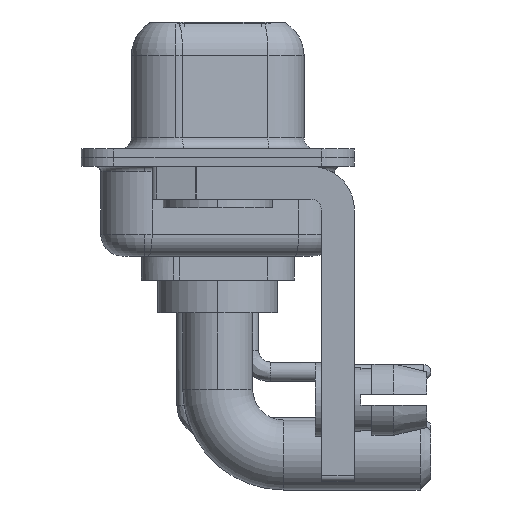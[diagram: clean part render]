
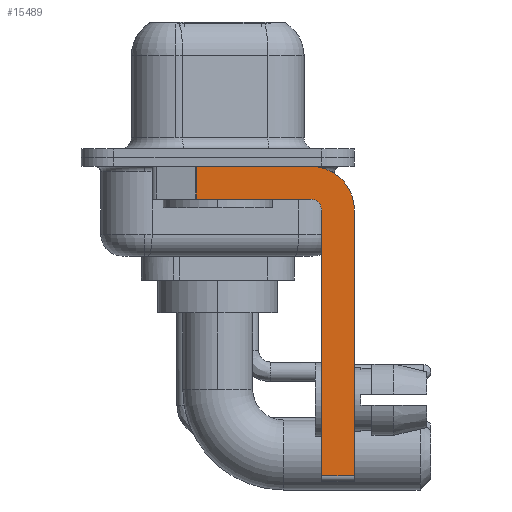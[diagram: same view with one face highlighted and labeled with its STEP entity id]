
A CAD part, left-side view. The second image highlights one B-rep face of the part: STEP entity #15489.
In plain terms, the highlighted planar face has unit normal (-1, 0, 0).
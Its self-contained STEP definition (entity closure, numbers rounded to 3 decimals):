
#596 = VERTEX_POINT ( 'NONE', #10705 ) ;
#785 = EDGE_CURVE ( 'NONE', #5226, #596, #4054, .T. ) ;
#1240 = CARTESIAN_POINT ( 'NONE',  ( -2.9, -4.25, -1.9 ) ) ;
#1604 = ORIENTED_EDGE ( 'NONE', *, *, #5972, .T. ) ;
#2755 = DIRECTION ( 'NONE',  ( 0., 0., -1. ) ) ;
#3298 = CARTESIAN_POINT ( 'NONE',  ( -2.9, 0.978, -1.9 ) ) ;
#4054 = LINE ( 'NONE', #9038, #16847 ) ;
#4157 = LINE ( 'NONE', #5981, #17977 ) ;
#4232 = ORIENTED_EDGE ( 'NONE', *, *, #9098, .F. ) ;
#4301 = VECTOR ( 'NONE', #17762, 1000. ) ;
#4710 = CARTESIAN_POINT ( 'NONE',  ( -2.9, -4.25, -2.4 ) ) ;
#5184 = PLANE ( 'NONE',  #9482 ) ;
#5226 = VERTEX_POINT ( 'NONE', #13643 ) ;
#5388 = DIRECTION ( 'NONE',  ( 0., 0., -1. ) ) ;
#5715 = LINE ( 'NONE', #13945, #12285 ) ;
#5972 = EDGE_CURVE ( 'NONE', #13718, #7704, #11645, .T. ) ;
#5981 = CARTESIAN_POINT ( 'NONE',  ( -2.9, -4.75, -14.8 ) ) ;
#7704 = VERTEX_POINT ( 'NONE', #19438 ) ;
#8060 = DIRECTION ( 'NONE',  ( 0., 0., 1. ) ) ;
#8716 = AXIS2_PLACEMENT_3D ( 'NONE', #4710, #17946, #8060 ) ;
#9038 = CARTESIAN_POINT ( 'NONE',  ( -2.9, -6.25, -2.4 ) ) ;
#9098 = EDGE_CURVE ( 'NONE', #12805, #7704, #19732, .T. ) ;
#9100 = ORIENTED_EDGE ( 'NONE', *, *, #785, .F. ) ;
#9361 = AXIS2_PLACEMENT_3D ( 'NONE', #9689, #16300, #2755 ) ;
#9482 = AXIS2_PLACEMENT_3D ( 'NONE', #10580, #17096, #5388 ) ;
#9573 = ORIENTED_EDGE ( 'NONE', *, *, #12717, .F. ) ;
#9689 = CARTESIAN_POINT ( 'NONE',  ( -2.9, -4.25, -2.4 ) ) ;
#9693 = LINE ( 'NONE', #15976, #10785 ) ;
#9931 = EDGE_CURVE ( 'NONE', #13927, #10454, #4157, .T. ) ;
#10454 = VERTEX_POINT ( 'NONE', #16026 ) ;
#10580 = CARTESIAN_POINT ( 'NONE',  ( -2.9, -4.25, -2.4 ) ) ;
#10705 = CARTESIAN_POINT ( 'NONE',  ( -2.9, -6.25, -14.55 ) ) ;
#10751 = DIRECTION ( 'NONE',  ( 0., 0., 1. ) ) ;
#10785 = VECTOR ( 'NONE', #12731, 1000. ) ;
#11258 = CARTESIAN_POINT ( 'NONE',  ( -2.9, -4.25, -1.9 ) ) ;
#11402 = EDGE_CURVE ( 'NONE', #13694, #5226, #19408, .T. ) ;
#11602 = VECTOR ( 'NONE', #19689, 1000. ) ;
#11645 = LINE ( 'NONE', #3298, #11602 ) ;
#12285 = VECTOR ( 'NONE', #12431, 1000. ) ;
#12431 = DIRECTION ( 'NONE',  ( 0., -1., 0. ) ) ;
#12481 = ORIENTED_EDGE ( 'NONE', *, *, #9931, .F. ) ;
#12717 = EDGE_CURVE ( 'NONE', #13718, #13694, #9693, .T. ) ;
#12731 = DIRECTION ( 'NONE',  ( 0., -1., 0. ) ) ;
#12769 = EDGE_CURVE ( 'NONE', #10454, #12805, #18082, .T. ) ;
#12805 = VERTEX_POINT ( 'NONE', #1240 ) ;
#13643 = CARTESIAN_POINT ( 'NONE',  ( -2.9, -6.25, -2.4 ) ) ;
#13694 = VERTEX_POINT ( 'NONE', #18729 ) ;
#13718 = VERTEX_POINT ( 'NONE', #14929 ) ;
#13927 = VERTEX_POINT ( 'NONE', #19046 ) ;
#13945 = CARTESIAN_POINT ( 'NONE',  ( -2.9, -4.25, -14.55 ) ) ;
#14929 = CARTESIAN_POINT ( 'NONE',  ( -2.9, 0.978, -0.4 ) ) ;
#15405 = ORIENTED_EDGE ( 'NONE', *, *, #11402, .F. ) ;
#15466 = FACE_OUTER_BOUND ( 'NONE', #16869, .T. ) ;
#15489 = ADVANCED_FACE ( 'NONE', ( #15466 ), #5184, .F. ) ;
#15613 = EDGE_CURVE ( 'NONE', #13927, #596, #5715, .T. ) ;
#15976 = CARTESIAN_POINT ( 'NONE',  ( -2.9, 3., -0.4 ) ) ;
#16026 = CARTESIAN_POINT ( 'NONE',  ( -2.9, -4.75, -2.4 ) ) ;
#16300 = DIRECTION ( 'NONE',  ( 1., 0., 0. ) ) ;
#16847 = VECTOR ( 'NONE', #20856, 1000. ) ;
#16869 = EDGE_LOOP ( 'NONE', ( #9573, #1604, #4232, #19141, #12481, #21007, #9100, #15405 ) ) ;
#17096 = DIRECTION ( 'NONE',  ( 1., 0., 0. ) ) ;
#17762 = DIRECTION ( 'NONE',  ( 0., 1., 0. ) ) ;
#17946 = DIRECTION ( 'NONE',  ( -1., 0., 0. ) ) ;
#17977 = VECTOR ( 'NONE', #10751, 1000. ) ;
#18082 = CIRCLE ( 'NONE', #8716, 0.5 ) ;
#18729 = CARTESIAN_POINT ( 'NONE',  ( -2.9, -4.25, -0.4 ) ) ;
#19046 = CARTESIAN_POINT ( 'NONE',  ( -2.9, -4.75, -14.55 ) ) ;
#19141 = ORIENTED_EDGE ( 'NONE', *, *, #12769, .F. ) ;
#19408 = CIRCLE ( 'NONE', #9361, 2. ) ;
#19438 = CARTESIAN_POINT ( 'NONE',  ( -2.9, 0.978, -1.9 ) ) ;
#19689 = DIRECTION ( 'NONE',  ( 0., 0., -1. ) ) ;
#19732 = LINE ( 'NONE', #11258, #4301 ) ;
#20856 = DIRECTION ( 'NONE',  ( 0., 0., -1. ) ) ;
#21007 = ORIENTED_EDGE ( 'NONE', *, *, #15613, .T. ) ;
